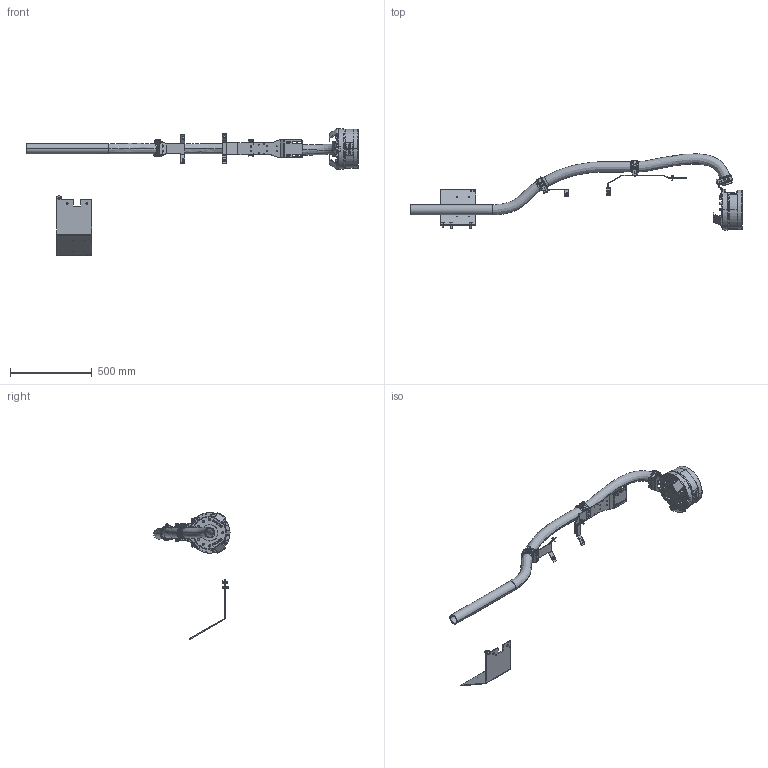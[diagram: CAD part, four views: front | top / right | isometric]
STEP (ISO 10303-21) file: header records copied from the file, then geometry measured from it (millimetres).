
FILE_DESCRIPTION (( 'STEP AP203' ), '1' );
FILE_NAME ('TS151L-610.STEP', '2020-02-27T15:11:09', ( '' ), ( '' ), 'SwSTEP 2.0', 'SolidWorks 2017', '' );
FILE_SCHEMA (( 'CONFIG_CONTROL_DESIGN' ));
Products named in the file (1): TS151L-610
Bounding box: 2032.07 x 465.75 x 778.35 mm (x, y, z)
Surface area: 1807782.6 mm2 (no closed solid volume)
Topology: 0 solids, 91 shells, 5947 faces, 15549 edges, 10040 vertices
Faces by surface type: plane 2449, bspline 1613, cylinder 1437, cone 257, torus 153, sphere 38
Entity records: 300980 total; most frequent: CARTESIAN_POINT 165938, ORIENTED_EDGE 30732, DIRECTION 23664, EDGE_CURVE 15381, VERTEX_POINT 10004, AXIS2_PLACEMENT_3D 8140, LINE 7384, VECTOR 7384
